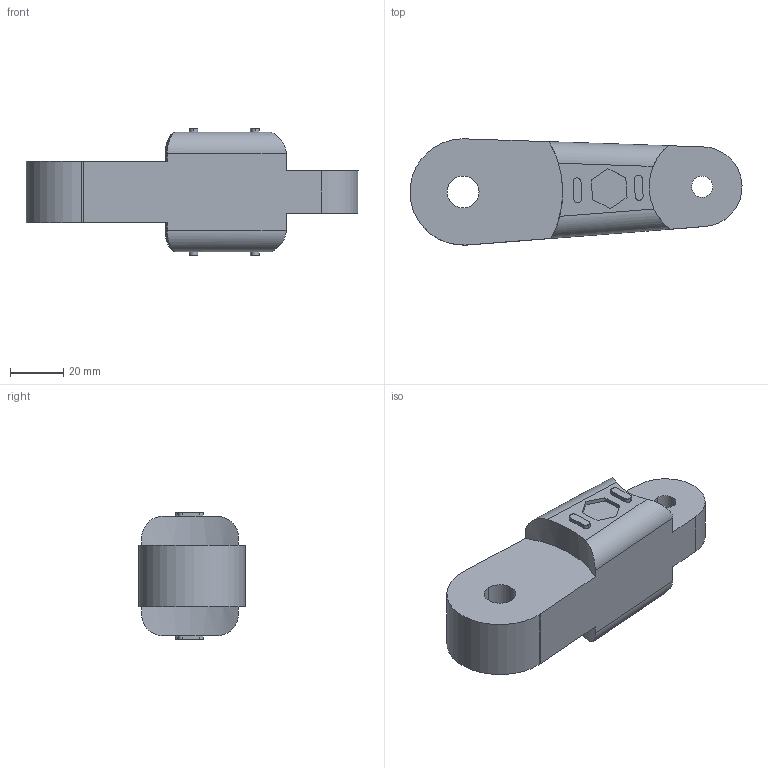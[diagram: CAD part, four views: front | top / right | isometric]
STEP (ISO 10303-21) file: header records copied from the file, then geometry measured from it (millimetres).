
FILE_DESCRIPTION (( 'STEP AP203' ), '1' );
FILE_NAME ('link 2_Default_sldprt.STEP', '2020-10-25T07:12:43', ( '' ), ( '' ), 'SwSTEP 2.0', 'SolidWorks 2019', '' );
FILE_SCHEMA (( 'CONFIG_CONTROL_DESIGN' ));
Length unit declared in the file: millimetre
Products named in the file (1): link 2_Default_sldprt
Bounding box: 124.96 x 39.98 x 48 mm (x, y, z)
Volume: 110064.2 mm3; surface area: 18735.7 mm2
Topology: 1 solids, 1 shells, 62 faces, 162 edges, 108 vertices
Faces by surface type: plane 34, cylinder 28
Entity records: 2159 total; most frequent: CARTESIAN_POINT 509, DIRECTION 328, ORIENTED_EDGE 324, EDGE_CURVE 162, AXIS2_PLACEMENT_3D 111, VERTEX_POINT 108, LINE 106, VECTOR 106
